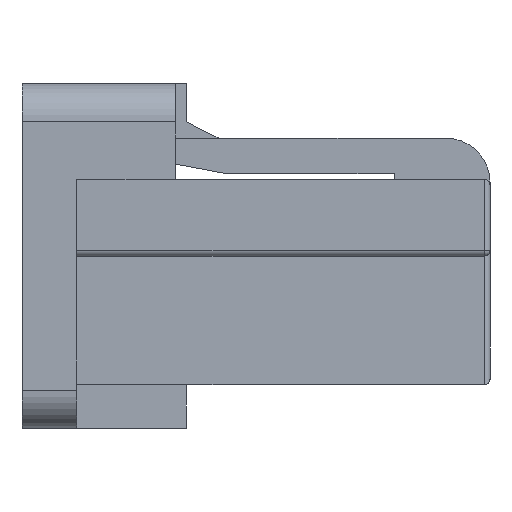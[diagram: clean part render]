
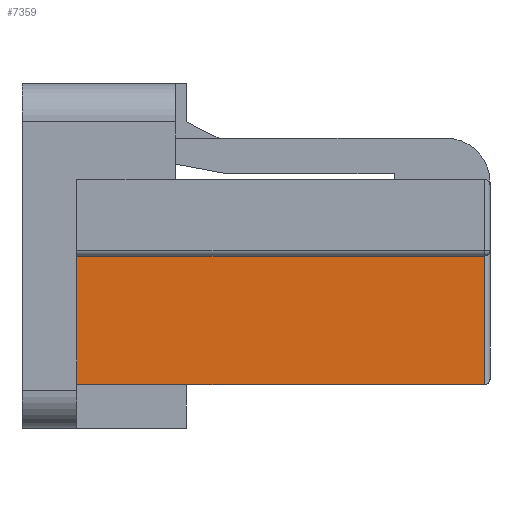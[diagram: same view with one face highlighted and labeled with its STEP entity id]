
A CAD part, left-side view. The second image highlights one B-rep face of the part: STEP entity #7359.
In plain terms, the highlighted planar face has unit normal (-1, 0, 0).
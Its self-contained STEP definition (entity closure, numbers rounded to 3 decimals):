
#1054=DIRECTION('',(0.,0.,1.));
#1055=VECTOR('',#1054,2.35);
#1056=CARTESIAN_POINT('',(-3.38,7.55,-2.35));
#1057=LINE('',#1056,#1055);
#2534=CARTESIAN_POINT('',(-3.38,0.1,-2.35));
#2544=DIRECTION('',(0.,0.,-1.));
#2545=VECTOR('',#2544,2.35);
#2546=CARTESIAN_POINT('',(-3.38,0.1,0.));
#2547=LINE('',#2546,#2545);
#2548=DIRECTION('',(0.,1.,0.));
#2549=VECTOR('',#2548,7.45);
#2550=CARTESIAN_POINT('',(-3.38,0.1,-2.35));
#2551=LINE('',#2550,#2549);
#2556=DIRECTION('',(0.,1.,0.));
#2557=VECTOR('',#2556,7.45);
#2558=CARTESIAN_POINT('',(-3.38,0.1,0.));
#2559=LINE('',#2558,#2557);
#3022=CARTESIAN_POINT('',(-3.38,7.55,-2.35));
#3023=CARTESIAN_POINT('',(-3.38,7.55,0.));
#3024=VERTEX_POINT('',#3022);
#3025=VERTEX_POINT('',#3023);
#3619=CARTESIAN_POINT('',(-3.38,0.1,0.));
#3621=VERTEX_POINT('',#3619);
#3632=VERTEX_POINT('',#2534);
#7347=CARTESIAN_POINT('',(-3.38,0.,-2.35));
#7348=DIRECTION('',(1.,0.,0.));
#7349=DIRECTION('',(0.,0.,1.));
#7350=AXIS2_PLACEMENT_3D('',#7347,#7348,#7349);
#7351=PLANE('',#7350);
#7353=ORIENTED_EDGE('',*,*,#7352,.F.);
#7354=ORIENTED_EDGE('',*,*,#7339,.T.);
#7355=ORIENTED_EDGE('',*,*,#4603,.T.);
#7356=ORIENTED_EDGE('',*,*,#5204,.T.);
#7357=EDGE_LOOP('',(#7353,#7354,#7355,#7356));
#7358=FACE_OUTER_BOUND('',#7357,.F.);
#4603=EDGE_CURVE('',#3632,#3024,#2551,.T.);
#5204=EDGE_CURVE('',#3024,#3025,#1057,.T.);
#7339=EDGE_CURVE('',#3621,#3632,#2547,.T.);
#7352=EDGE_CURVE('',#3621,#3025,#2559,.T.);
#7359=ADVANCED_FACE('',(#7358),#7351,.F.);
